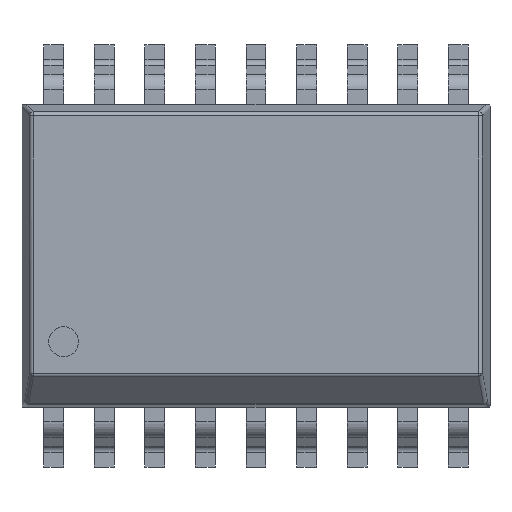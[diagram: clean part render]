
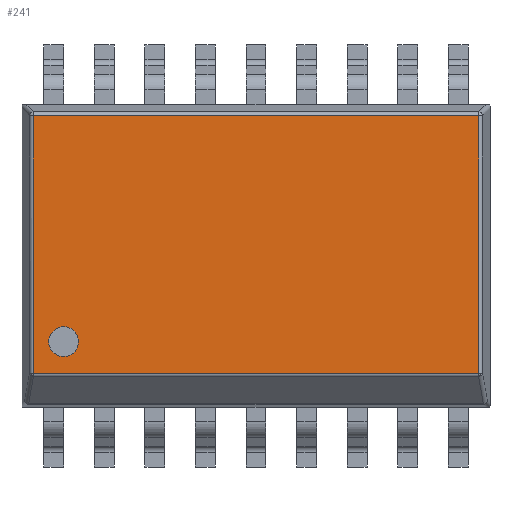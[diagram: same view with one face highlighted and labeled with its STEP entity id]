
A CAD part, top view. The second image highlights one B-rep face of the part: STEP entity #241.
In plain terms, the highlighted planar face has unit normal (0, 0, 1).
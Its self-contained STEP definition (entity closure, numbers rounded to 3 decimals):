
#241=ADVANCED_FACE('',(#3031,#3033),#3035,.T.);
#3031=FACE_BOUND('',#3032,.T.);
#3032=EDGE_LOOP('',(#5299,#5300,#5301,#5302));
#3033=FACE_BOUND('',#3034,.T.);
#3034=EDGE_LOOP('',(#5303));
#3035=PLANE('',#3036);
#3036=AXIS2_PLACEMENT_3D('',#3037,#3038,#3039);
#3037=CARTESIAN_POINT('',(0.,0.,2.65));
#3038=DIRECTION('',(0.,0.,1.));
#3039=DIRECTION('',(1.,0.,0.));
#5299=ORIENTED_EDGE('',*,*,#6871,.T.);
#5300=ORIENTED_EDGE('',*,*,#6872,.T.);
#5301=ORIENTED_EDGE('',*,*,#6873,.T.);
#5302=ORIENTED_EDGE('',*,*,#6874,.T.);
#5303=ORIENTED_EDGE('',*,*,#6875,.T.);
#6871=EDGE_CURVE('',#7693,#7694,#7695,.T.);
#6872=EDGE_CURVE('',#7694,#7696,#7697,.T.);
#6873=EDGE_CURVE('',#7696,#7698,#7699,.T.);
#6874=EDGE_CURVE('',#7698,#7693,#7700,.T.);
#6875=EDGE_CURVE('',#7701,#7701,#7702,.F.);
#7693=VERTEX_POINT('',#9151);
#7694=VERTEX_POINT('',#9152);
#7695=LINE('',#9153,#9154);
#7696=VERTEX_POINT('',#9156);
#7697=LINE('',#9157,#9158);
#7698=VERTEX_POINT('',#9160);
#7699=LINE('',#9161,#9162);
#7700=LINE('',#9164,#9165);
#7701=VERTEX_POINT('',#9167);
#7702=CIRCLE('',#9168,0.375);
#9151=CARTESIAN_POINT('',(5.588,-2.956,2.65));
#9152=CARTESIAN_POINT('',(5.588,3.513,2.65));
#9153=CARTESIAN_POINT('',(5.588,-2.956,2.65));
#9154=VECTOR('',#9155,1.);
#9155=DIRECTION('',(0.,1.,0.));
#9156=CARTESIAN_POINT('',(-5.588,3.513,2.65));
#9157=CARTESIAN_POINT('',(5.588,3.513,2.65));
#9158=VECTOR('',#9159,1.);
#9159=DIRECTION('',(-1.,0.,0.));
#9160=CARTESIAN_POINT('',(-5.588,-2.956,2.65));
#9161=CARTESIAN_POINT('',(-5.588,3.513,2.65));
#9162=VECTOR('',#9163,1.);
#9163=DIRECTION('',(0.,-1.,0.));
#9164=CARTESIAN_POINT('',(-5.588,-2.956,2.65));
#9165=VECTOR('',#9166,1.);
#9166=DIRECTION('',(1.,0.,0.));
#9167=CARTESIAN_POINT('',(-4.455,-2.155,2.65));
#9168=AXIS2_PLACEMENT_3D('',#9169,#9170,#9171);
#9169=CARTESIAN_POINT('',(-4.83,-2.155,2.65));
#9170=DIRECTION('',(0.,0.,1.));
#9171=DIRECTION('',(1.,0.,0.));
